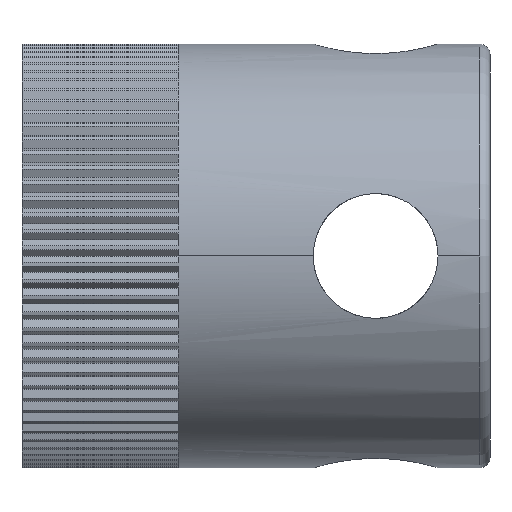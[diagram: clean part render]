
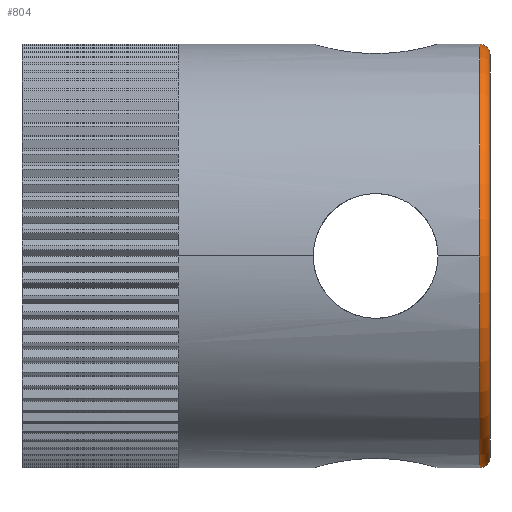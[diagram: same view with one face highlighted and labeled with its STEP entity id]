
A CAD part, front view. The second image highlights one B-rep face of the part: STEP entity #804.
In plain terms, the highlighted toroidal (fillet/blend) face has major radius 3.875 mm and minor radius 0.2 mm.
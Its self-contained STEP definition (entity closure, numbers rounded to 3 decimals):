
#804=ADVANCED_FACE('',(#1609),#1610,.T.);
#1609=FACE_OUTER_BOUND('',#2408,.T.);
#1610=TOROIDAL_SURFACE('',#2409,3.875,0.2);
#2408=EDGE_LOOP('',(#5015,#5016,#5017,#5018,#5019));
#2409=AXIS2_PLACEMENT_3D('',#5020,#5021,#5022);
#5015=ORIENTED_EDGE('',*,*,#5046,.T.);
#5016=ORIENTED_EDGE('',*,*,#6085,.F.);
#5017=ORIENTED_EDGE('',*,*,#5049,.T.);
#5018=ORIENTED_EDGE('',*,*,#5257,.T.);
#5019=ORIENTED_EDGE('',*,*,#5272,.T.);
#5020=CARTESIAN_POINT('',(8.8,0.0,0.0));
#5021=DIRECTION('',(1.0,0.0,0.0));
#5022=DIRECTION('',(0.0,0.0,-1.0));
#5046=EDGE_CURVE('',#6099,#6100,#6101,.T.);
#5049=EDGE_CURVE('',#6106,#6104,#6107,.T.);
#5257=EDGE_CURVE('',#6104,#6502,#6504,.T.);
#5272=EDGE_CURVE('',#6502,#6099,#6523,.T.);
#6085=EDGE_CURVE('',#6106,#6100,#7657,.T.);
#6099=VERTEX_POINT('',#7673);
#6100=VERTEX_POINT('',#7674);
#6101=CIRCLE('',#7675,0.2);
#6104=VERTEX_POINT('',#7678);
#6106=VERTEX_POINT('',#7680);
#6107=CIRCLE('',#7681,0.2);
#6502=VERTEX_POINT('',#8364);
#6504=CIRCLE('',#8367,4.075);
#6523=CIRCLE('',#8428,4.075);
#7657=CIRCLE('',#10091,3.875);
#7673=CARTESIAN_POINT('',(8.8,0.,-4.075));
#7674=CARTESIAN_POINT('',(9.0,0.,-3.875));
#7675=AXIS2_PLACEMENT_3D('',#10103,#10104,#10105);
#7678=CARTESIAN_POINT('',(8.8,0.,4.075));
#7680=CARTESIAN_POINT('',(9.0,0.,3.875));
#7681=AXIS2_PLACEMENT_3D('',#10112,#10113,#10114);
#8364=CARTESIAN_POINT('',(8.8,-4.075,0.));
#8367=AXIS2_PLACEMENT_3D('',#10472,#10473,#10474);
#8428=AXIS2_PLACEMENT_3D('',#10481,#10482,#10483);
#10091=AXIS2_PLACEMENT_3D('',#11214,#11215,#11216);
#10103=CARTESIAN_POINT('',(8.8,0.,-3.875));
#10104=DIRECTION('',(0.0,-1.0,0.));
#10105=DIRECTION('',(0.0,0.,-1.0));
#10112=CARTESIAN_POINT('',(8.8,0.,3.875));
#10113=DIRECTION('',(0.0,-1.0,0.));
#10114=DIRECTION('',(0.0,0.,1.0));
#10472=CARTESIAN_POINT('',(8.8,0.0,0.0));
#10473=DIRECTION('',(1.0,0.0,0.0));
#10474=DIRECTION('',(0.0,1.0,0.0));
#10481=CARTESIAN_POINT('',(8.8,0.0,0.0));
#10482=DIRECTION('',(1.0,0.0,0.0));
#10483=DIRECTION('',(0.0,1.0,0.0));
#11214=CARTESIAN_POINT('',(9.0,0.0,0.0));
#11215=DIRECTION('',(1.0,0.0,0.0));
#11216=DIRECTION('',(0.0,1.0,0.0));
